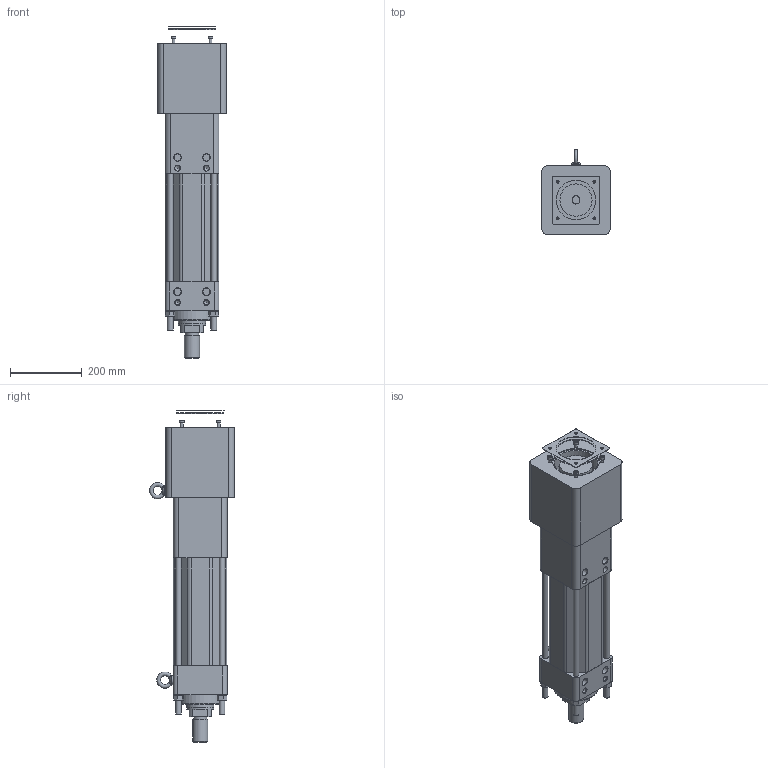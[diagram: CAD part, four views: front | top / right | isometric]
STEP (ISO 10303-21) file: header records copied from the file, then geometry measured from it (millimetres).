
FILE_DESCRIPTION (( 'STEP AP203' ), '1' );
FILE_NAME ('RS-475470-1.step', '2024-11-19T19:39:14', ( '' ), ( '' ), 'SwSTEP 2.0', 'SolidWorks 2024', '' );
FILE_SCHEMA (( 'CONFIG_CONTROL_DESIGN' ));
Length unit declared in the file: inch
Products named in the file (3): Base_RS-475470-1; tempJoin2_21719507_RS-475470-1; RS-475470-1
Assembly tree (2 placements, depth 2):
  RS-475470-1
    tempJoin2_21719507_RS-475470-1
    Base_RS-475470-1
Bounding box: 190.5 x 235.98 x 922.55 mm (x, y, z)
Volume: 16583614 mm3; surface area: 1230400.9 mm2
Topology: 8 solids, 20 shells, 720 faces, 1591 edges, 1001 vertices
Faces by surface type: plane 431, cylinder 186, cone 81, bspline 12, torus 9, sphere 1
Full cylindrical faces by diameter (mm): 3.175 x2, 4.762 x1, 6.528 x4, 6.701 x4, 7.9 x1, 8 x4, 8.001 x4, 8.02 x2, 8.382 x4, 8.5 x6, 10.16 x6, 12 x4, 13 x4, 13.835 x2, 14 x4, 15.875 x8, 16.5 x6, 20.013 x4, 21 x4, 22.2 x4, 25 x2, 25.4 x2, 25.527 x4, 31.75 x1, 36.513 x1, 36.992 x1, 39.7 x1, 42 x1, 50.165 x1, 50.8 x1
Entity records: 20313 total; most frequent: CARTESIAN_POINT 5057, DIRECTION 3244, ORIENTED_EDGE 2650, EDGE_CURVE 1325, AXIS2_PLACEMENT_3D 1268, EDGE_LOOP 1022, VERTEX_POINT 925, FACE_OUTER_BOUND 843
